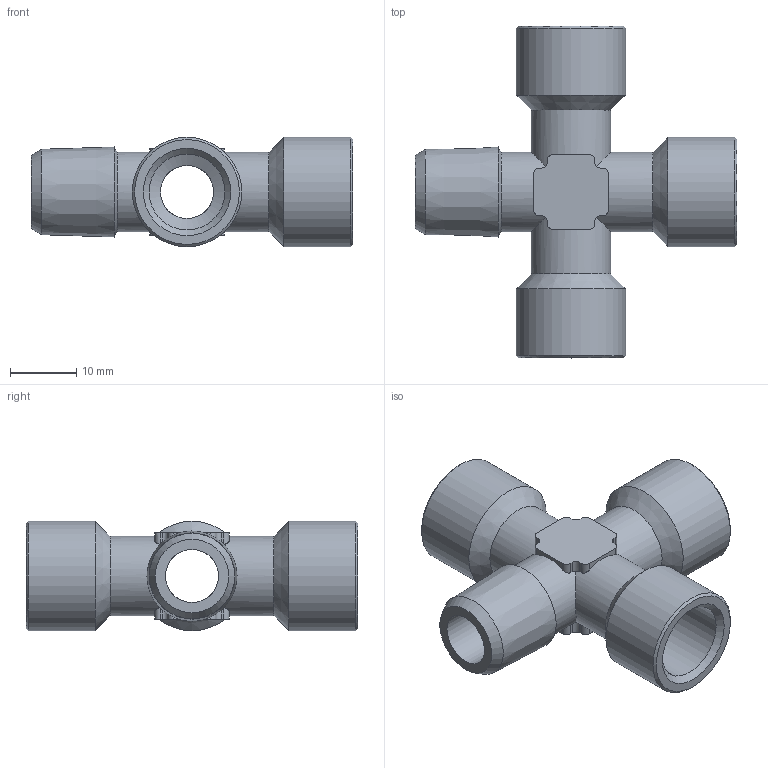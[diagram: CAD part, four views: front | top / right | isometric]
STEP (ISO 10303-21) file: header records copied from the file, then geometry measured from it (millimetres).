
FILE_DESCRIPTION(/* description */ ('STEP AP214'),/* implementation_level */ '2;1');
FILE_NAME(/* name */ '8030265_NPFC-X-R14-3G14-MFFF',/* time_stamp */ '2024-09-12T10:45:34+02:00',/* author */ ('License CC BY-ND 4.0'),/* organization */ ('CADENAS'),/* preprocessor_version */ 'ST-DEVELOPER v19.3',/* originating_system */ 'PARTsolutions',/* authorisation */ ' ');
FILE_SCHEMA (('AUTOMOTIVE_DESIGN {1 0 10303 214 3 1 1}'));
Length unit declared in the file: millimetre
Products named in the file (1): 8030265 NPFC-X-R14-3G14-MFFF
Bounding box: 48.5 x 50 x 16.5 mm (x, y, z)
Volume: 7660.1 mm3; surface area: 6841.3 mm2
Topology: 1 solids, 1 shells, 83 faces, 226 edges, 143 vertices
Faces by surface type: cylinder 38, plane 30, cone 15
Full cylindrical faces by diameter (mm): 8 x4, 11.445 x3, 12 x4, 16.5 x3
Entity records: 2478 total; most frequent: CARTESIAN_POINT 520, DIRECTION 394, ORIENTED_EDGE 378, EDGE_CURVE 189, AXIS2_PLACEMENT_3D 153, VERTEX_POINT 135, EDGE_LOOP 116, FACE_BOUND 116
